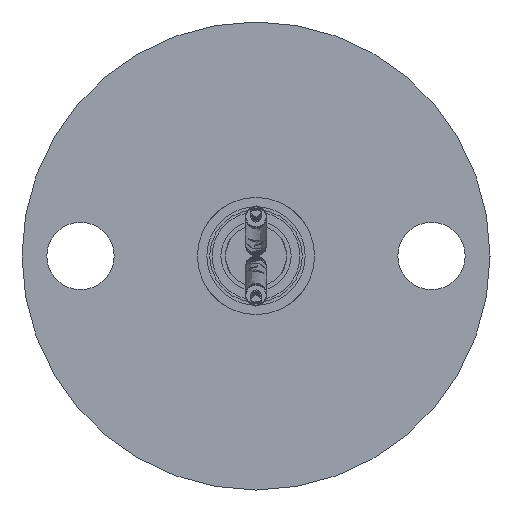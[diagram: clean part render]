
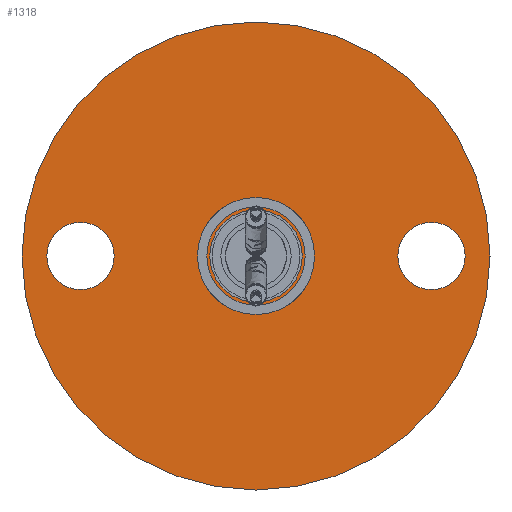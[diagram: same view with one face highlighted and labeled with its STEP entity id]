
A CAD part, left-side view. The second image highlights one B-rep face of the part: STEP entity #1318.
In plain terms, the highlighted planar face has unit normal (-1, 0, 0).
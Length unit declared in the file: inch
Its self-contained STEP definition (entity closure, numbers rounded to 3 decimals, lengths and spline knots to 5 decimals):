
#2 = VERTEX_POINT ( 'NONE', #149 ) ;
#14 = FACE_BOUND ( 'NONE', #1793, .T. ) ;
#34 = CARTESIAN_POINT ( 'NONE',  ( 0.4375, -0.303, 0. ) ) ;
#125 = ORIENTED_EDGE ( 'NONE', *, *, #825, .F. ) ;
#149 = CARTESIAN_POINT ( 'NONE',  ( 0.4375, 0.303, 0. ) ) ;
#160 = AXIS2_PLACEMENT_3D ( 'NONE', #334, #933, #179 ) ;
#179 = DIRECTION ( 'NONE',  ( 0., 1., 0. ) ) ;
#266 = EDGE_CURVE ( 'NONE', #1250, #1369, #1439, .T. ) ;
#307 = CIRCLE ( 'NONE', #1200, 0.5 ) ;
#334 = CARTESIAN_POINT ( 'NONE',  ( 0.4375, 0., 0. ) ) ;
#379 = DIRECTION ( 'NONE',  ( 0., -1., 0. ) ) ;
#389 = CARTESIAN_POINT ( 'NONE',  ( 0.4375, -0.375, 0. ) ) ;
#392 = CIRCLE ( 'NONE', #1720, 0.0955 ) ;
#445 = EDGE_CURVE ( 'NONE', #2, #1308, #1559, .T. ) ;
#452 = PLANE ( 'NONE',  #160 ) ;
#469 = ORIENTED_EDGE ( 'NONE', *, *, #266, .F. ) ;
#481 = FACE_OUTER_BOUND ( 'NONE', #1151, .T. ) ;
#485 = CARTESIAN_POINT ( 'NONE',  ( 0.4375, 0.0955, 0. ) ) ;
#492 = CARTESIAN_POINT ( 'NONE',  ( 0.4375, 0.5, 0. ) ) ;
#496 = DIRECTION ( 'NONE',  ( -1., 0., 0. ) ) ;
#515 = ORIENTED_EDGE ( 'NONE', *, *, #1602, .F. ) ;
#537 = EDGE_LOOP ( 'NONE', ( #1787, #1674 ) ) ;
#591 = AXIS2_PLACEMENT_3D ( 'NONE', #987, #1231, #1826 ) ;
#602 = AXIS2_PLACEMENT_3D ( 'NONE', #684, #1131, #379 ) ;
#661 = DIRECTION ( 'NONE',  ( 0., -1., 0. ) ) ;
#684 = CARTESIAN_POINT ( 'NONE',  ( 0.4375, 0., 0. ) ) ;
#688 = CIRCLE ( 'NONE', #1181, 0.072 ) ;
#709 = VERTEX_POINT ( 'NONE', #485 ) ;
#753 = CARTESIAN_POINT ( 'NONE',  ( 0.4375, -0.5, 0. ) ) ;
#754 = VERTEX_POINT ( 'NONE', #1812 ) ;
#791 = EDGE_CURVE ( 'NONE', #1906, #1617, #1281, .T. ) ;
#825 = EDGE_CURVE ( 'NONE', #754, #709, #392, .T. ) ;
#851 = EDGE_CURVE ( 'NONE', #1617, #1906, #1780, .T. ) ;
#933 = DIRECTION ( 'NONE',  ( 1., 0., 0. ) ) ;
#958 = ORIENTED_EDGE ( 'NONE', *, *, #1728, .F. ) ;
#987 = CARTESIAN_POINT ( 'NONE',  ( 0.4375, 0., 0. ) ) ;
#1033 = CARTESIAN_POINT ( 'NONE',  ( 0.4375, 0.375, 0. ) ) ;
#1036 = EDGE_CURVE ( 'NONE', #1369, #1250, #307, .T. ) ;
#1045 = DIRECTION ( 'NONE',  ( -1., 0., 0. ) ) ;
#1054 = FACE_BOUND ( 'NONE', #1856, .T. ) ;
#1062 = CARTESIAN_POINT ( 'NONE',  ( 0.4375, 0.447, 0. ) ) ;
#1131 = DIRECTION ( 'NONE',  ( 1., 0., 0. ) ) ;
#1138 = CARTESIAN_POINT ( 'NONE',  ( 0.4375, 0., 0. ) ) ;
#1151 = EDGE_LOOP ( 'NONE', ( #469, #1377 ) ) ;
#1160 = ORIENTED_EDGE ( 'NONE', *, *, #445, .F. ) ;
#1180 = DIRECTION ( 'NONE',  ( 0., -1., 0. ) ) ;
#1181 = AXIS2_PLACEMENT_3D ( 'NONE', #1493, #1045, #1180 ) ;
#1197 = FACE_BOUND ( 'NONE', #537, .T. ) ;
#1200 = AXIS2_PLACEMENT_3D ( 'NONE', #1633, #1465, #1750 ) ;
#1231 = DIRECTION ( 'NONE',  ( -1., 0., 0. ) ) ;
#1250 = VERTEX_POINT ( 'NONE', #753 ) ;
#1264 = DIRECTION ( 'NONE',  ( 0., -1., 0. ) ) ;
#1278 = AXIS2_PLACEMENT_3D ( 'NONE', #1033, #1320, #1621 ) ;
#1281 = CIRCLE ( 'NONE', #1525, 0.072 ) ;
#1308 = VERTEX_POINT ( 'NONE', #1062 ) ;
#1318 = ADVANCED_FACE ( 'NONE', ( #1054, #14, #1197, #481 ), #452, .F. ) ;
#1320 = DIRECTION ( 'NONE',  ( -1., 0., 0. ) ) ;
#1369 = VERTEX_POINT ( 'NONE', #492 ) ;
#1377 = ORIENTED_EDGE ( 'NONE', *, *, #1036, .F. ) ;
#1439 = CIRCLE ( 'NONE', #602, 0.5 ) ;
#1461 = AXIS2_PLACEMENT_3D ( 'NONE', #389, #1586, #661 ) ;
#1465 = DIRECTION ( 'NONE',  ( 1., 0., 0. ) ) ;
#1493 = CARTESIAN_POINT ( 'NONE',  ( 0.4375, 0.375, 0. ) ) ;
#1525 = AXIS2_PLACEMENT_3D ( 'NONE', #1821, #496, #1533 ) ;
#1533 = DIRECTION ( 'NONE',  ( 0., -1., 0. ) ) ;
#1559 = CIRCLE ( 'NONE', #1278, 0.072 ) ;
#1586 = DIRECTION ( 'NONE',  ( -1., 0., 0. ) ) ;
#1602 = EDGE_CURVE ( 'NONE', #1308, #2, #688, .T. ) ;
#1617 = VERTEX_POINT ( 'NONE', #34 ) ;
#1621 = DIRECTION ( 'NONE',  ( 0., -1., 0. ) ) ;
#1633 = CARTESIAN_POINT ( 'NONE',  ( 0.4375, 0., 0. ) ) ;
#1674 = ORIENTED_EDGE ( 'NONE', *, *, #851, .F. ) ;
#1697 = CARTESIAN_POINT ( 'NONE',  ( 0.4375, -0.447, 0. ) ) ;
#1712 = DIRECTION ( 'NONE',  ( -1., 0., 0. ) ) ;
#1720 = AXIS2_PLACEMENT_3D ( 'NONE', #1138, #1712, #1264 ) ;
#1728 = EDGE_CURVE ( 'NONE', #709, #754, #1828, .T. ) ;
#1750 = DIRECTION ( 'NONE',  ( 0., -1., 0. ) ) ;
#1780 = CIRCLE ( 'NONE', #1461, 0.072 ) ;
#1787 = ORIENTED_EDGE ( 'NONE', *, *, #791, .F. ) ;
#1793 = EDGE_LOOP ( 'NONE', ( #1160, #515 ) ) ;
#1812 = CARTESIAN_POINT ( 'NONE',  ( 0.4375, -0.0955, 0. ) ) ;
#1821 = CARTESIAN_POINT ( 'NONE',  ( 0.4375, -0.375, 0. ) ) ;
#1826 = DIRECTION ( 'NONE',  ( 0., -1., 0. ) ) ;
#1828 = CIRCLE ( 'NONE', #591, 0.0955 ) ;
#1856 = EDGE_LOOP ( 'NONE', ( #125, #958 ) ) ;
#1906 = VERTEX_POINT ( 'NONE', #1697 ) ;
